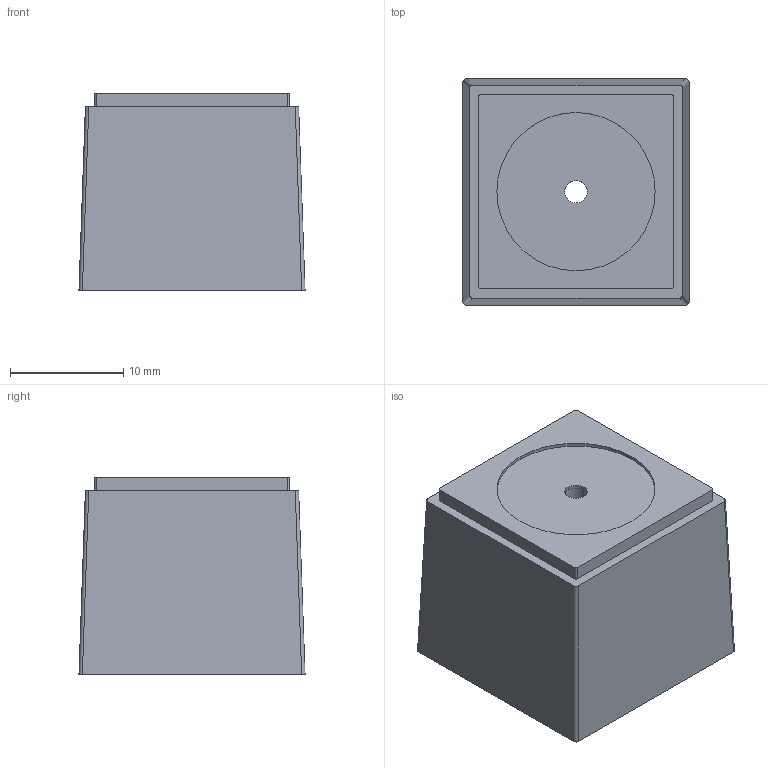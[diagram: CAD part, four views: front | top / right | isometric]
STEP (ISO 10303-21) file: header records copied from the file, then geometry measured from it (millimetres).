
FILE_DESCRIPTION(('CATIA V5 STEP Exchange','CAx-IF Rec.Pracs.--- Model Styling and Organization---1.2---2011-12-15'),'2;1');
FILE_NAME ('D1463411_0_2584750000_2584750000.stp','2018-05-17T10:54:26+00:00',('none'),('Weidmueller'),'CATIA Version 5-6 Release 2014','CATIA V5 STEP AP214','none');
FILE_SCHEMA(('AUTOMOTIVE_DESIGN { 1 0 10303 214 1 1 1 1 }'));
Length unit declared in the file: millimetre
Products named in the file (1): 2584750000_CABTITE_SE_2_SML
Bounding box: 20 x 20 x 17.5 mm (x, y, z)
Volume: 6364.2 mm3; surface area: 2223.4 mm2
Topology: 1 solids, 1 shells, 30 faces, 77 edges, 52 vertices
Faces by surface type: cylinder 17, plane 13
Entity records: 982 total; most frequent: CARTESIAN_POINT 243, ORIENTED_EDGE 154, DIRECTION 125, EDGE_CURVE 77, AXIS2_PLACEMENT_3D 55, VERTEX_POINT 52, VECTOR 42, LINE 42
